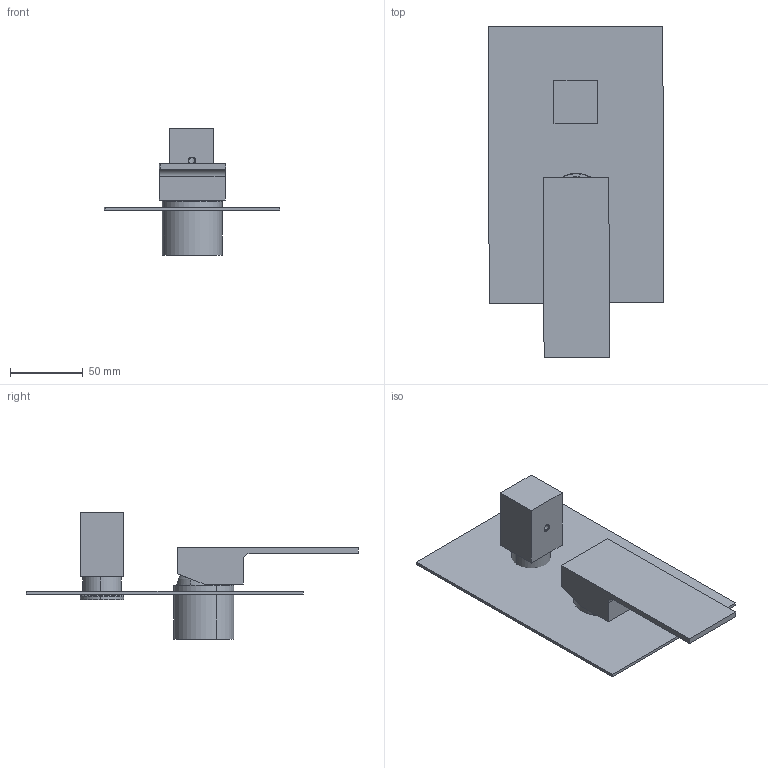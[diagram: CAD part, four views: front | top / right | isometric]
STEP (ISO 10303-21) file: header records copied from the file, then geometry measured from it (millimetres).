
FILE_DESCRIPTION (( 'STEP AP214' ), '1' );
FILE_NAME ('14185.STEP', '2024-02-08T14:06:13', ( '' ), ( '' ), 'SwSTEP 2.0', 'SolidWorks 2018', '' );
FILE_SCHEMA (( 'AUTOMOTIVE_DESIGN' ));
Length unit declared in the file: millimetre
Products named in the file (7): 14185; 0100918705; contenitore cart. diam.35; cappuccio minimalista; 873; 000009643v; leva H uno incasso
Assembly tree (6 placements, depth 2):
  14185
    000009643v
    contenitore cart. diam.35
    cappuccio minimalista
    0100918705
    873
    leva H uno incasso
Bounding box: 120.8 x 228.09 x 87 mm (x, y, z)
Volume: 157384.1 mm3; surface area: 87545.1 mm2
Topology: 6 solids, 6 shells, 80 faces, 177 edges, 115 vertices
Faces by surface type: plane 47, cylinder 25, cone 4, bspline 2, torus 2
Entity records: 2613 total; most frequent: CARTESIAN_POINT 465, DIRECTION 403, ORIENTED_EDGE 350, EDGE_CURVE 175, AXIS2_PLACEMENT_3D 145, VERTEX_POINT 115, LINE 113, VECTOR 113
